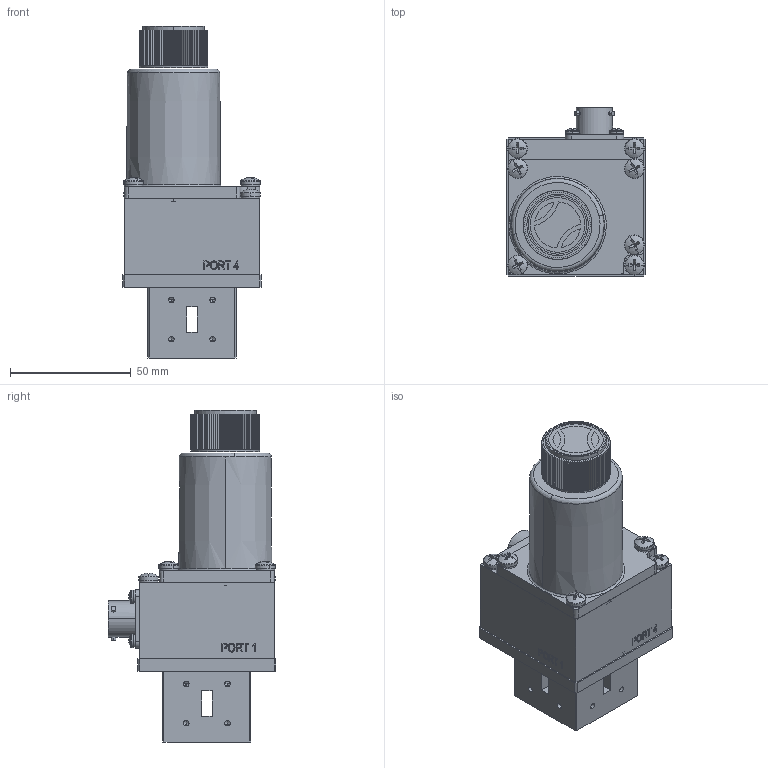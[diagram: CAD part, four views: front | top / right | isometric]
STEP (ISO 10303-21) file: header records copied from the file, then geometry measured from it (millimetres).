
FILE_DESCRIPTION (( 'STEP AP214' ), '1' );
FILE_NAME ('K-xPW.STEP', '2010-02-17T21:06:51', ( '' ), ( '' ), 'SwSTEP 2.0', 'SolidWorks 2010', '' );
FILE_SCHEMA (( 'AUTOMOTIVE_DESIGN' ));
Length unit declared in the file: inch
Products named in the file (1): K-xPW
Bounding box: 57.15 x 69.44 x 137.24 mm (x, y, z)
Volume: 121801 mm3; surface area: 70161.9 mm2
Topology: 29 solids, 29 shells, 1396 faces, 3533 edges, 2251 vertices
Faces by surface type: plane 786, cylinder 339, bspline 129, cone 86, torus 34, sphere 22
Entity records: 74532 total; most frequent: CARTESIAN_POINT 22602, ORIENTED_EDGE 6918, DIRECTION 6830, EDGE_CURVE 3459, AXIS2_PLACEMENT_3D 2409, VERTEX_POINT 2251, LINE 2012, VECTOR 2012
